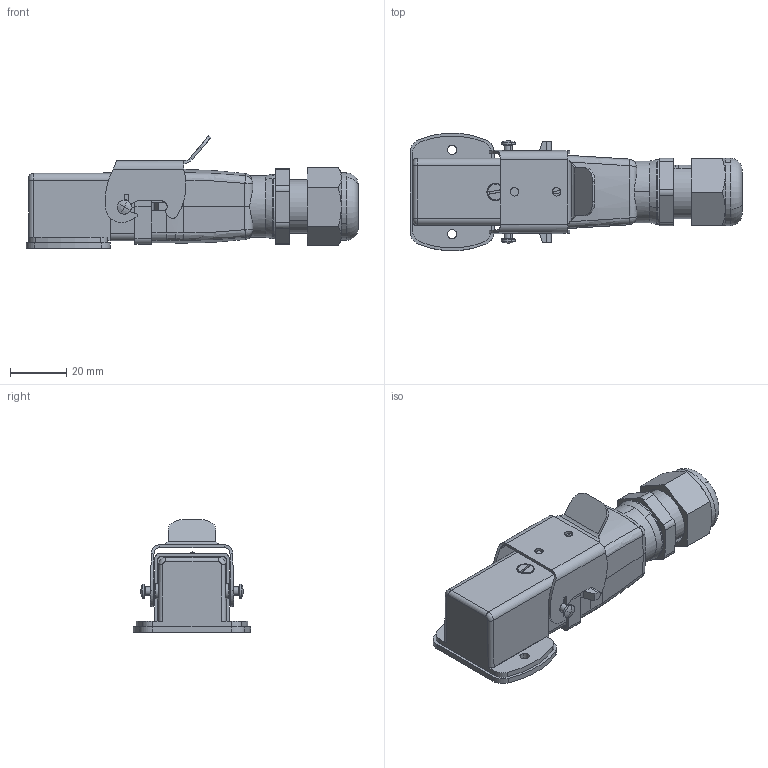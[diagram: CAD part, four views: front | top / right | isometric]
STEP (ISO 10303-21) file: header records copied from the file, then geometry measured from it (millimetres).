
FILE_DESCRIPTION(('CATIA V5 STEP Exchange','CAx-IF Rec.Pracs.--- Model Styling and Organization---1.4--- 2014-01-23'),'2;1');
FILE_NAME ('022153-2_2', '2019-11-22T12:54:36+00:00', ('none'), ('Weidmueller'), 'CATIA Version 5-6 Release 2016 SP3 HF44', 'CATIA V5 STEP AP214', 'none');
FILE_SCHEMA(('AUTOMOTIVE_DESIGN { 1 0 10303 214 1 1 1 1 }'));
Products named in the file (1): 1802720000
Bounding box: 118.3 x 41.81 x 40.18 mm (x, y, z)
Volume: 42023.2 mm3; surface area: 52548.4 mm2
Topology: 11 solids, 30 shells, 4018 faces, 10639 edges, 6534 vertices
Faces by surface type: plane 2259, cylinder 1047, torus 407, cone 217, sphere 40, bspline 36, extrusion 10, revolution 2
Entity records: 120160 total; most frequent: CARTESIAN_POINT 27342, ORIENTED_EDGE 21158, DIRECTION 15734, EDGE_CURVE 10579, VECTOR 6804, LINE 6794, VERTEX_POINT 6534, AXIS2_PLACEMENT_3D 6002
